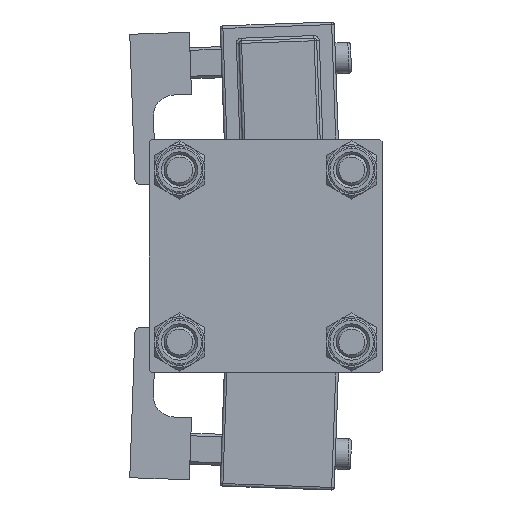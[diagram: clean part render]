
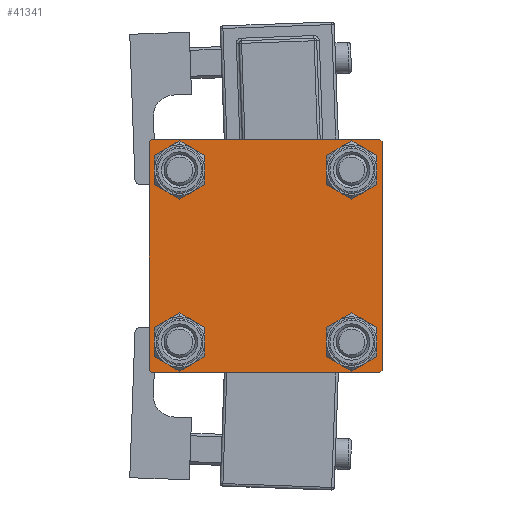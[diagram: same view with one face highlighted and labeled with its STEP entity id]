
A CAD part, left-side view. The second image highlights one B-rep face of the part: STEP entity #41341.
In plain terms, the highlighted planar face has unit normal (-1, 0, 0).
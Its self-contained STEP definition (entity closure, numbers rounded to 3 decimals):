
#44 = CIRCLE ( 'NONE', #3527, 3.5 ) ;
#394 = CARTESIAN_POINT ( 'NONE',  ( 0., -22., 22.5 ) ) ;
#493 = DIRECTION ( 'NONE',  ( -1., 0., 0. ) ) ;
#993 = ORIENTED_EDGE ( 'NONE', *, *, #7716, .T. ) ;
#1323 = AXIS2_PLACEMENT_3D ( 'NONE', #23516, #1556, #35858 ) ;
#1556 = DIRECTION ( 'NONE',  ( 1., 0., 0. ) ) ;
#1752 = DIRECTION ( 'NONE',  ( 1., 0., 0. ) ) ;
#2739 = CIRCLE ( 'NONE', #9785, 3.5 ) ;
#2806 = ORIENTED_EDGE ( 'NONE', *, *, #33832, .T. ) ;
#2825 = ORIENTED_EDGE ( 'NONE', *, *, #47440, .T. ) ;
#3005 = CARTESIAN_POINT ( 'NONE',  ( 0., 22.5, 22.5 ) ) ;
#3527 = AXIS2_PLACEMENT_3D ( 'NONE', #10271, #1752, #35258 ) ;
#3813 = VECTOR ( 'NONE', #5735, 1000. ) ;
#4980 = CARTESIAN_POINT ( 'NONE',  ( 0., -16.6, -16.6 ) ) ;
#5228 = EDGE_LOOP ( 'NONE', ( #42076, #38385 ) ) ;
#5391 = CARTESIAN_POINT ( 'NONE',  ( 0., 22.25, -22.25 ) ) ;
#5735 = DIRECTION ( 'NONE',  ( 0., 0.707, -0.707 ) ) ;
#5779 = DIRECTION ( 'NONE',  ( 0., 0., 1. ) ) ;
#5909 = ORIENTED_EDGE ( 'NONE', *, *, #46827, .T. ) ;
#5912 = EDGE_LOOP ( 'NONE', ( #20522, #39420 ) ) ;
#6038 = CARTESIAN_POINT ( 'NONE',  ( 0., 22.5, -22. ) ) ;
#6116 = EDGE_CURVE ( 'NONE', #52545, #46036, #16931, .T. ) ;
#6576 = LINE ( 'NONE', #3005, #22686 ) ;
#7060 = EDGE_CURVE ( 'NONE', #11673, #11048, #27299, .T. ) ;
#7716 = EDGE_CURVE ( 'NONE', #30343, #11673, #39497, .T. ) ;
#7905 = FACE_BOUND ( 'NONE', #5912, .T. ) ;
#8126 = AXIS2_PLACEMENT_3D ( 'NONE', #26688, #18422, #5779 ) ;
#8208 = CARTESIAN_POINT ( 'NONE',  ( 0., -22.5, 22. ) ) ;
#8226 = ORIENTED_EDGE ( 'NONE', *, *, #39175, .F. ) ;
#8532 = DIRECTION ( 'NONE',  ( 0., 0., 1. ) ) ;
#8616 = VECTOR ( 'NONE', #38954, 1000. ) ;
#8733 = PLANE ( 'NONE',  #51667 ) ;
#8817 = VECTOR ( 'NONE', #18305, 1000. ) ;
#9115 = DIRECTION ( 'NONE',  ( 0., -1., 0. ) ) ;
#9202 = EDGE_LOOP ( 'NONE', ( #10321, #15837 ) ) ;
#9785 = AXIS2_PLACEMENT_3D ( 'NONE', #47205, #17593, #8532 ) ;
#10271 = CARTESIAN_POINT ( 'NONE',  ( 0., 16.6, -16.6 ) ) ;
#10316 = EDGE_LOOP ( 'NONE', ( #48566, #5909 ) ) ;
#10321 = ORIENTED_EDGE ( 'NONE', *, *, #34994, .T. ) ;
#10636 = VECTOR ( 'NONE', #16832, 1000. ) ;
#10980 = DIRECTION ( 'NONE',  ( 0., -1., 0. ) ) ;
#11048 = VERTEX_POINT ( 'NONE', #6038 ) ;
#11673 = VERTEX_POINT ( 'NONE', #19836 ) ;
#12147 = VECTOR ( 'NONE', #9115, 1000. ) ;
#12314 = FACE_BOUND ( 'NONE', #9202, .T. ) ;
#12986 = CARTESIAN_POINT ( 'NONE',  ( 0., -22.25, 22.25 ) ) ;
#13253 = VERTEX_POINT ( 'NONE', #46336 ) ;
#14035 = DIRECTION ( 'NONE',  ( 1., 0., 0. ) ) ;
#14471 = CIRCLE ( 'NONE', #1323, 3.5 ) ;
#14662 = CARTESIAN_POINT ( 'NONE',  ( 0., 22.5, 22.5 ) ) ;
#14769 = VERTEX_POINT ( 'NONE', #41549 ) ;
#15696 = EDGE_CURVE ( 'NONE', #38912, #14769, #50392, .T. ) ;
#15773 = DIRECTION ( 'NONE',  ( 1., 0., 0. ) ) ;
#15837 = ORIENTED_EDGE ( 'NONE', *, *, #19887, .T. ) ;
#15878 = EDGE_CURVE ( 'NONE', #33943, #17419, #14471, .T. ) ;
#16156 = FACE_BOUND ( 'NONE', #5228, .T. ) ;
#16832 = DIRECTION ( 'NONE',  ( 0., 0.707, 0.707 ) ) ;
#16931 = CIRCLE ( 'NONE', #8126, 3.5 ) ;
#16967 = VECTOR ( 'NONE', #51693, 1000. ) ;
#17215 = ORIENTED_EDGE ( 'NONE', *, *, #24279, .T. ) ;
#17375 = LINE ( 'NONE', #12986, #10636 ) ;
#17419 = VERTEX_POINT ( 'NONE', #51648 ) ;
#17593 = DIRECTION ( 'NONE',  ( 1., 0., 0. ) ) ;
#17634 = ORIENTED_EDGE ( 'NONE', *, *, #26751, .F. ) ;
#18305 = DIRECTION ( 'NONE',  ( 0., -0.707, -0.707 ) ) ;
#18422 = DIRECTION ( 'NONE',  ( 1., 0., 0. ) ) ;
#19836 = CARTESIAN_POINT ( 'NONE',  ( 0., 22.5, 22. ) ) ;
#19887 = EDGE_CURVE ( 'NONE', #51152, #21896, #23398, .T. ) ;
#19974 = CARTESIAN_POINT ( 'NONE',  ( 0., -22.5, -22. ) ) ;
#20522 = ORIENTED_EDGE ( 'NONE', *, *, #46136, .T. ) ;
#20600 = ORIENTED_EDGE ( 'NONE', *, *, #7060, .T. ) ;
#21381 = CARTESIAN_POINT ( 'NONE',  ( 0., 0., 0. ) ) ;
#21896 = VERTEX_POINT ( 'NONE', #53401 ) ;
#21912 = DIRECTION ( 'NONE',  ( 0., 0., 1. ) ) ;
#22548 = LINE ( 'NONE', #51088, #12147 ) ;
#22686 = VECTOR ( 'NONE', #10980, 1000. ) ;
#22704 = LINE ( 'NONE', #5391, #8817 ) ;
#23398 = CIRCLE ( 'NONE', #35649, 3.5 ) ;
#23516 = CARTESIAN_POINT ( 'NONE',  ( 0., -16.6, 16.6 ) ) ;
#23849 = VERTEX_POINT ( 'NONE', #394 ) ;
#24279 = EDGE_CURVE ( 'NONE', #13253, #32006, #22548, .T. ) ;
#25476 = AXIS2_PLACEMENT_3D ( 'NONE', #30469, #26623, #35642 ) ;
#25627 = ORIENTED_EDGE ( 'NONE', *, *, #31647, .T. ) ;
#25717 = CARTESIAN_POINT ( 'NONE',  ( 0., -16.6, -20.1 ) ) ;
#26623 = DIRECTION ( 'NONE',  ( 1., 0., 0. ) ) ;
#26688 = CARTESIAN_POINT ( 'NONE',  ( 0., -16.6, -16.6 ) ) ;
#26692 = DIRECTION ( 'NONE',  ( 0., 0., 1. ) ) ;
#26751 = EDGE_CURVE ( 'NONE', #37516, #38594, #47986, .T. ) ;
#27299 = LINE ( 'NONE', #14662, #16967 ) ;
#30166 = CARTESIAN_POINT ( 'NONE',  ( 0., 16.6, -16.6 ) ) ;
#30343 = VERTEX_POINT ( 'NONE', #44833 ) ;
#30469 = CARTESIAN_POINT ( 'NONE',  ( 0., -16.6, 16.6 ) ) ;
#31454 = EDGE_CURVE ( 'NONE', #46036, #52545, #45593, .T. ) ;
#31647 = EDGE_CURVE ( 'NONE', #11048, #13253, #22704, .T. ) ;
#32006 = VERTEX_POINT ( 'NONE', #33377 ) ;
#32302 = LINE ( 'NONE', #36133, #34289 ) ;
#33377 = CARTESIAN_POINT ( 'NONE',  ( 0., -22., -22.5 ) ) ;
#33832 = EDGE_CURVE ( 'NONE', #37516, #23849, #17375, .T. ) ;
#33943 = VERTEX_POINT ( 'NONE', #42074 ) ;
#34289 = VECTOR ( 'NONE', #48743, 1000. ) ;
#34994 = EDGE_CURVE ( 'NONE', #21896, #51152, #2739, .T. ) ;
#35258 = DIRECTION ( 'NONE',  ( 0., 0., 1. ) ) ;
#35393 = CARTESIAN_POINT ( 'NONE',  ( 0., 22.25, 22.25 ) ) ;
#35559 = DIRECTION ( 'NONE',  ( 0., 0., 1. ) ) ;
#35642 = DIRECTION ( 'NONE',  ( 0., 0., 1. ) ) ;
#35649 = AXIS2_PLACEMENT_3D ( 'NONE', #53330, #15773, #35559 ) ;
#35858 = DIRECTION ( 'NONE',  ( 0., 0., 1. ) ) ;
#36133 = CARTESIAN_POINT ( 'NONE',  ( 0., -22.25, -22.25 ) ) ;
#37516 = VERTEX_POINT ( 'NONE', #8208 ) ;
#38112 = CARTESIAN_POINT ( 'NONE',  ( 0., 16.6, 13.1 ) ) ;
#38385 = ORIENTED_EDGE ( 'NONE', *, *, #6116, .T. ) ;
#38594 = VERTEX_POINT ( 'NONE', #19974 ) ;
#38912 = VERTEX_POINT ( 'NONE', #43792 ) ;
#38954 = DIRECTION ( 'NONE',  ( 0., 0., -1. ) ) ;
#39175 = EDGE_CURVE ( 'NONE', #30343, #23849, #6576, .T. ) ;
#39420 = ORIENTED_EDGE ( 'NONE', *, *, #15878, .T. ) ;
#39497 = LINE ( 'NONE', #35393, #3813 ) ;
#40014 = CARTESIAN_POINT ( 'NONE',  ( 0., -22.5, 22.5 ) ) ;
#41341 = ADVANCED_FACE ( 'NONE', ( #7905, #16156, #54258, #12314, #41664 ), #8733, .T. ) ;
#41549 = CARTESIAN_POINT ( 'NONE',  ( 0., 16.6, -20.1 ) ) ;
#41643 = AXIS2_PLACEMENT_3D ( 'NONE', #30166, #46058, #21912 ) ;
#41664 = FACE_OUTER_BOUND ( 'NONE', #54091, .T. ) ;
#42074 = CARTESIAN_POINT ( 'NONE',  ( 0., -16.6, 13.1 ) ) ;
#42076 = ORIENTED_EDGE ( 'NONE', *, *, #31454, .T. ) ;
#42118 = AXIS2_PLACEMENT_3D ( 'NONE', #4980, #14035, #26692 ) ;
#43792 = CARTESIAN_POINT ( 'NONE',  ( 0., 16.6, -13.1 ) ) ;
#44459 = CARTESIAN_POINT ( 'NONE',  ( 0., -16.6, -13.1 ) ) ;
#44833 = CARTESIAN_POINT ( 'NONE',  ( 0., 22., 22.5 ) ) ;
#45593 = CIRCLE ( 'NONE', #42118, 3.5 ) ;
#46036 = VERTEX_POINT ( 'NONE', #44459 ) ;
#46058 = DIRECTION ( 'NONE',  ( 1., 0., 0. ) ) ;
#46136 = EDGE_CURVE ( 'NONE', #17419, #33943, #53464, .T. ) ;
#46336 = CARTESIAN_POINT ( 'NONE',  ( 0., 22., -22.5 ) ) ;
#46610 = DIRECTION ( 'NONE',  ( 0., 0., 1. ) ) ;
#46827 = EDGE_CURVE ( 'NONE', #14769, #38912, #44, .T. ) ;
#47205 = CARTESIAN_POINT ( 'NONE',  ( 0., 16.6, 16.6 ) ) ;
#47440 = EDGE_CURVE ( 'NONE', #32006, #38594, #32302, .T. ) ;
#47986 = LINE ( 'NONE', #40014, #8616 ) ;
#48566 = ORIENTED_EDGE ( 'NONE', *, *, #15696, .T. ) ;
#48743 = DIRECTION ( 'NONE',  ( 0., -0.707, 0.707 ) ) ;
#50392 = CIRCLE ( 'NONE', #41643, 3.5 ) ;
#51088 = CARTESIAN_POINT ( 'NONE',  ( 0., 22.5, -22.5 ) ) ;
#51152 = VERTEX_POINT ( 'NONE', #38112 ) ;
#51648 = CARTESIAN_POINT ( 'NONE',  ( 0., -16.6, 20.1 ) ) ;
#51667 = AXIS2_PLACEMENT_3D ( 'NONE', #21381, #493, #46610 ) ;
#51693 = DIRECTION ( 'NONE',  ( 0., 0., -1. ) ) ;
#52545 = VERTEX_POINT ( 'NONE', #25717 ) ;
#53330 = CARTESIAN_POINT ( 'NONE',  ( 0., 16.6, 16.6 ) ) ;
#53401 = CARTESIAN_POINT ( 'NONE',  ( 0., 16.6, 20.1 ) ) ;
#53464 = CIRCLE ( 'NONE', #25476, 3.5 ) ;
#54091 = EDGE_LOOP ( 'NONE', ( #20600, #25627, #17215, #2825, #17634, #2806, #8226, #993 ) ) ;
#54258 = FACE_BOUND ( 'NONE', #10316, .T. ) ;
